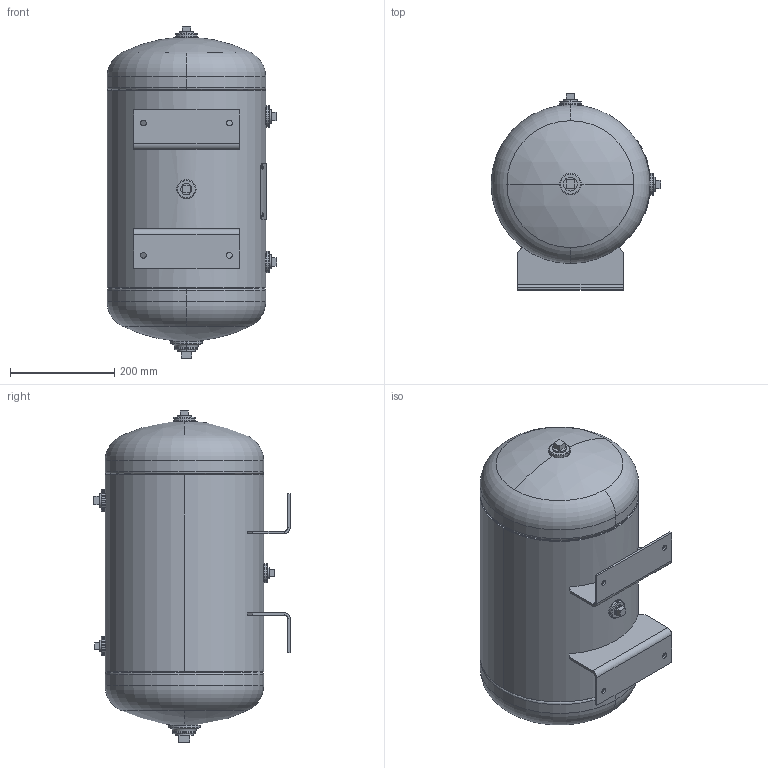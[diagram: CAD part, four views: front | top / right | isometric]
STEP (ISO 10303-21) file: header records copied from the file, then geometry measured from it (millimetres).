
FILE_DESCRIPTION (( 'STEP AP203' ), '1' );
FILE_NAME ('304936.STEP', '2012-03-06T19:52:44', ( '' ), ( '' ), 'SwSTEP 2.0', 'SolidWorks 2011', '' );
FILE_SCHEMA (( 'CONFIG_CONTROL_DESIGN' ));
Length unit declared in the file: inch
Products named in the file (1): 304936
Bounding box: 326.22 x 377.02 x 637.81 mm (x, y, z)
Surface area: 788572.7 mm2 (no closed solid volume)
Topology: 0 solids, 23 shells, 259 faces, 660 edges, 422 vertices
Faces by surface type: plane 111, cylinder 68, torus 64, bspline 12, sphere 4
Full cylindrical faces by diameter (mm): 304.8 x1
Entity records: 9522 total; most frequent: CARTESIAN_POINT 3126, DIRECTION 1402, ORIENTED_EDGE 1179, EDGE_CURVE 660, AXIS2_PLACEMENT_3D 544, VERTEX_POINT 422, VECTOR 314, LINE 314
